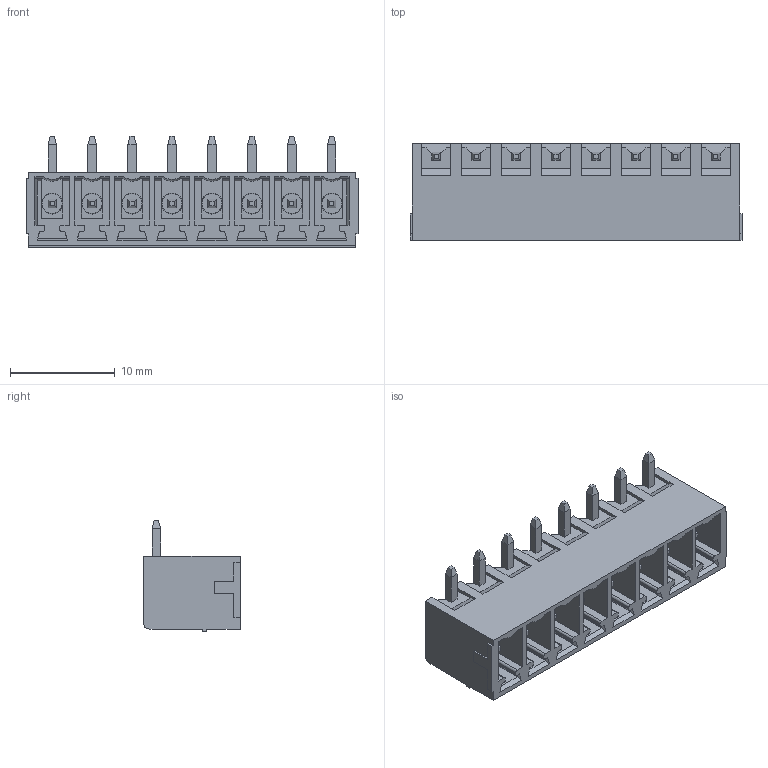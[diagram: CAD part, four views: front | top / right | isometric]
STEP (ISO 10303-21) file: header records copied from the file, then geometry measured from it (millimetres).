
FILE_DESCRIPTION((''),'2;1');
FILE_NAME('WJ15EDGRC-381-08P','2017-03-15T',('QZY'),(''),'CREO PARAMETRIC BY PTC INC, 2014440','CREO PARAMETRIC BY PTC INC, 2014440','');
FILE_SCHEMA(('CONFIG_CONTROL_DESIGN'));
Length unit declared in the file: millimetre
Products named in the file (1): WJ15EDGRC-381-08P
Bounding box: 31.67 x 9.2 x 10.6 mm (x, y, z)
Volume: 968.8 mm3; surface area: 2911.2 mm2
Topology: 1 solids, 9 shells, 699 faces, 1795 edges, 1130 vertices
Faces by surface type: plane 610, cylinder 49, cone 24, sphere 16
Entity records: 20648 total; most frequent: CARTESIAN_POINT 3672, ORIENTED_EDGE 3558, DIRECTION 3331, EDGE_CURVE 1779, VECTOR 1593, LINE 1593, VERTEX_POINT 1130, AXIS2_PLACEMENT_3D 869
